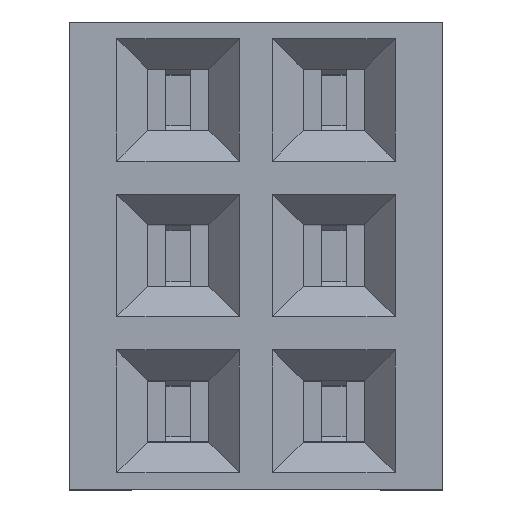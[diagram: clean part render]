
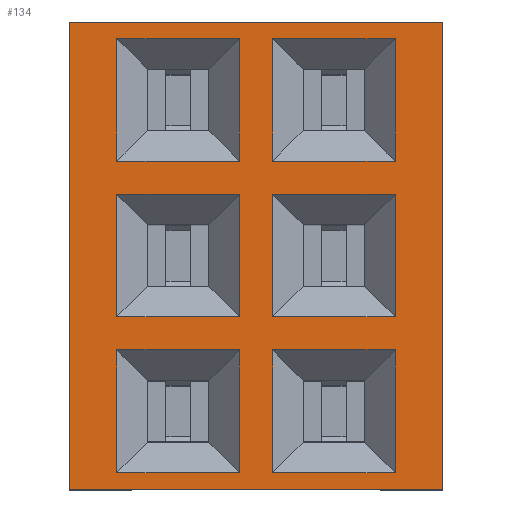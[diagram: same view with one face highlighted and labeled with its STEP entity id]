
A CAD part, top view. The second image highlights one B-rep face of the part: STEP entity #134.
In plain terms, the highlighted planar face has unit normal (0, 0, 1).
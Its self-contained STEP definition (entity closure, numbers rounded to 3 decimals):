
#23=VERTEX_POINT('',#24);
#24=CARTESIAN_POINT('',(0.89,-3.175,4.4));
#28=EDGE_CURVE('',#23,#29,#31,.T.);
#29=VERTEX_POINT('',#30);
#30=CARTESIAN_POINT('',(0.89,0.635,4.4));
#31=LINE('',#24,#32);
#32=VECTOR('',#33,1.);
#33=DIRECTION('',(0.,1.,0.));
#44=DIRECTION('',(-1.,0.,0.));
#55=VECTOR('',#56,1.);
#56=DIRECTION('',(1.,0.,0.));
#59=VERTEX_POINT('',#60);
#60=CARTESIAN_POINT('',(-2.16,-3.175,4.4));
#63=EDGE_CURVE('',#59,#23,#64,.T.);
#64=LINE('',#60,#55);
#93=VECTOR('',#44,1.);
#96=EDGE_CURVE('',#29,#97,#99,.T.);
#97=VERTEX_POINT('',#98);
#98=CARTESIAN_POINT('',(-2.16,0.635,4.4));
#99=LINE('',#30,#93);
#124=DIRECTION('',(0.,-1.,0.));
#133=DIRECTION('',(0.,0.,-1.));
#134=ADVANCED_FACE('',(#135,#144,#174,#196,#218,#240,#262),#284,.F.);
#135=FACE_BOUND('',#136,.F.);
#136=EDGE_LOOP('',(#137,#138,#139,#143));
#137=ORIENTED_EDGE('',*,*,#28,.F.);
#138=ORIENTED_EDGE('',*,*,#63,.F.);
#139=ORIENTED_EDGE('',*,*,#140,.F.);
#140=EDGE_CURVE('',#97,#59,#141,.T.);
#141=LINE('',#98,#142);
#142=VECTOR('',#124,1.);
#143=ORIENTED_EDGE('',*,*,#96,.F.);
#144=FACE_BOUND('',#145,.F.);
#145=EDGE_LOOP('',(#146,#155,#162,#169));
#146=ORIENTED_EDGE('',*,*,#147,.T.);
#147=EDGE_CURVE('',#148,#150,#152,.T.);
#148=VERTEX_POINT('',#149);
#149=CARTESIAN_POINT('',(-0.5,-3.04,4.4));
#150=VERTEX_POINT('',#151);
#151=CARTESIAN_POINT('',(0.5,-3.04,4.4));
#152=LINE('',#149,#153);
#153=VECTOR('',#154,1.);
#154=DIRECTION('',(1.,0.,0.));
#155=ORIENTED_EDGE('',*,*,#156,.T.);
#156=EDGE_CURVE('',#150,#157,#159,.T.);
#157=VERTEX_POINT('',#158);
#158=CARTESIAN_POINT('',(0.5,-2.04,4.4));
#159=LINE('',#151,#160);
#160=VECTOR('',#161,1.);
#161=DIRECTION('',(0.,1.,0.));
#162=ORIENTED_EDGE('',*,*,#163,.T.);
#163=EDGE_CURVE('',#157,#164,#166,.T.);
#164=VERTEX_POINT('',#165);
#165=CARTESIAN_POINT('',(-0.5,-2.04,4.4));
#166=LINE('',#158,#167);
#167=VECTOR('',#168,1.);
#168=DIRECTION('',(-1.,0.,0.));
#169=ORIENTED_EDGE('',*,*,#170,.T.);
#170=EDGE_CURVE('',#164,#148,#171,.T.);
#171=LINE('',#165,#172);
#172=VECTOR('',#173,1.);
#173=DIRECTION('',(0.,-1.,0.));
#174=FACE_BOUND('',#175,.F.);
#175=EDGE_LOOP('',(#176,#183,#188,#193));
#176=ORIENTED_EDGE('',*,*,#177,.T.);
#177=EDGE_CURVE('',#178,#180,#182,.T.);
#178=VERTEX_POINT('',#179);
#179=CARTESIAN_POINT('',(-0.77,-3.04,4.4));
#180=VERTEX_POINT('',#181);
#181=CARTESIAN_POINT('',(-0.77,-2.04,4.4));
#182=LINE('',#179,#32);
#183=ORIENTED_EDGE('',*,*,#184,.T.);
#184=EDGE_CURVE('',#180,#185,#187,.T.);
#185=VERTEX_POINT('',#186);
#186=CARTESIAN_POINT('',(-1.77,-2.04,4.4));
#187=LINE('',#181,#93);
#188=ORIENTED_EDGE('',*,*,#189,.T.);
#189=EDGE_CURVE('',#185,#190,#192,.T.);
#190=VERTEX_POINT('',#191);
#191=CARTESIAN_POINT('',(-1.77,-3.04,4.4));
#192=LINE('',#186,#142);
#193=ORIENTED_EDGE('',*,*,#194,.T.);
#194=EDGE_CURVE('',#190,#178,#195,.T.);
#195=LINE('',#191,#55);
#196=FACE_BOUND('',#197,.F.);
#197=EDGE_LOOP('',(#198,#205,#210,#215));
#198=ORIENTED_EDGE('',*,*,#199,.T.);
#199=EDGE_CURVE('',#200,#202,#204,.T.);
#200=VERTEX_POINT('',#201);
#201=CARTESIAN_POINT('',(-1.77,-0.5,4.4));
#202=VERTEX_POINT('',#203);
#203=CARTESIAN_POINT('',(-0.77,-0.5,4.4));
#204=LINE('',#201,#55);
#205=ORIENTED_EDGE('',*,*,#206,.T.);
#206=EDGE_CURVE('',#202,#207,#209,.T.);
#207=VERTEX_POINT('',#208);
#208=CARTESIAN_POINT('',(-0.77,0.5,4.4));
#209=LINE('',#203,#32);
#210=ORIENTED_EDGE('',*,*,#211,.T.);
#211=EDGE_CURVE('',#207,#212,#214,.T.);
#212=VERTEX_POINT('',#213);
#213=CARTESIAN_POINT('',(-1.77,0.5,4.4));
#214=LINE('',#208,#93);
#215=ORIENTED_EDGE('',*,*,#216,.T.);
#216=EDGE_CURVE('',#212,#200,#217,.T.);
#217=LINE('',#213,#142);
#218=FACE_BOUND('',#219,.F.);
#219=EDGE_LOOP('',(#220,#227,#232,#237));
#220=ORIENTED_EDGE('',*,*,#221,.T.);
#221=EDGE_CURVE('',#222,#224,#226,.T.);
#222=VERTEX_POINT('',#223);
#223=CARTESIAN_POINT('',(-1.77,-1.77,4.4));
#224=VERTEX_POINT('',#225);
#225=CARTESIAN_POINT('',(-0.77,-1.77,4.4));
#226=LINE('',#223,#55);
#227=ORIENTED_EDGE('',*,*,#228,.T.);
#228=EDGE_CURVE('',#224,#229,#231,.T.);
#229=VERTEX_POINT('',#230);
#230=CARTESIAN_POINT('',(-0.77,-0.77,4.4));
#231=LINE('',#225,#32);
#232=ORIENTED_EDGE('',*,*,#233,.T.);
#233=EDGE_CURVE('',#229,#234,#236,.T.);
#234=VERTEX_POINT('',#235);
#235=CARTESIAN_POINT('',(-1.77,-0.77,4.4));
#236=LINE('',#230,#93);
#237=ORIENTED_EDGE('',*,*,#238,.T.);
#238=EDGE_CURVE('',#234,#222,#239,.T.);
#239=LINE('',#235,#142);
#240=FACE_BOUND('',#241,.F.);
#241=EDGE_LOOP('',(#242,#249,#254,#259));
#242=ORIENTED_EDGE('',*,*,#243,.T.);
#243=EDGE_CURVE('',#244,#246,#248,.T.);
#244=VERTEX_POINT('',#245);
#245=CARTESIAN_POINT('',(-0.5,0.5,4.4));
#246=VERTEX_POINT('',#247);
#247=CARTESIAN_POINT('',(-0.5,-0.5,4.4));
#248=LINE('',#245,#172);
#249=ORIENTED_EDGE('',*,*,#250,.T.);
#250=EDGE_CURVE('',#246,#251,#253,.T.);
#251=VERTEX_POINT('',#252);
#252=CARTESIAN_POINT('',(0.5,-0.5,4.4));
#253=LINE('',#247,#153);
#254=ORIENTED_EDGE('',*,*,#255,.T.);
#255=EDGE_CURVE('',#251,#256,#258,.T.);
#256=VERTEX_POINT('',#257);
#257=CARTESIAN_POINT('',(0.5,0.5,4.4));
#258=LINE('',#252,#160);
#259=ORIENTED_EDGE('',*,*,#260,.T.);
#260=EDGE_CURVE('',#256,#244,#261,.T.);
#261=LINE('',#257,#167);
#262=FACE_BOUND('',#263,.F.);
#263=EDGE_LOOP('',(#264,#271,#276,#281));
#264=ORIENTED_EDGE('',*,*,#265,.T.);
#265=EDGE_CURVE('',#266,#268,#270,.T.);
#266=VERTEX_POINT('',#267);
#267=CARTESIAN_POINT('',(0.5,-1.77,4.4));
#268=VERTEX_POINT('',#269);
#269=CARTESIAN_POINT('',(0.5,-0.77,4.4));
#270=LINE('',#267,#160);
#271=ORIENTED_EDGE('',*,*,#272,.T.);
#272=EDGE_CURVE('',#268,#273,#275,.T.);
#273=VERTEX_POINT('',#274);
#274=CARTESIAN_POINT('',(-0.5,-0.77,4.4));
#275=LINE('',#269,#167);
#276=ORIENTED_EDGE('',*,*,#277,.T.);
#277=EDGE_CURVE('',#273,#278,#280,.T.);
#278=VERTEX_POINT('',#279);
#279=CARTESIAN_POINT('',(-0.5,-1.77,4.4));
#280=LINE('',#274,#172);
#281=ORIENTED_EDGE('',*,*,#282,.T.);
#282=EDGE_CURVE('',#278,#266,#283,.T.);
#283=LINE('',#279,#153);
#284=PLANE('',#285);
#285=AXIS2_PLACEMENT_3D('',#24,#133,#124);
